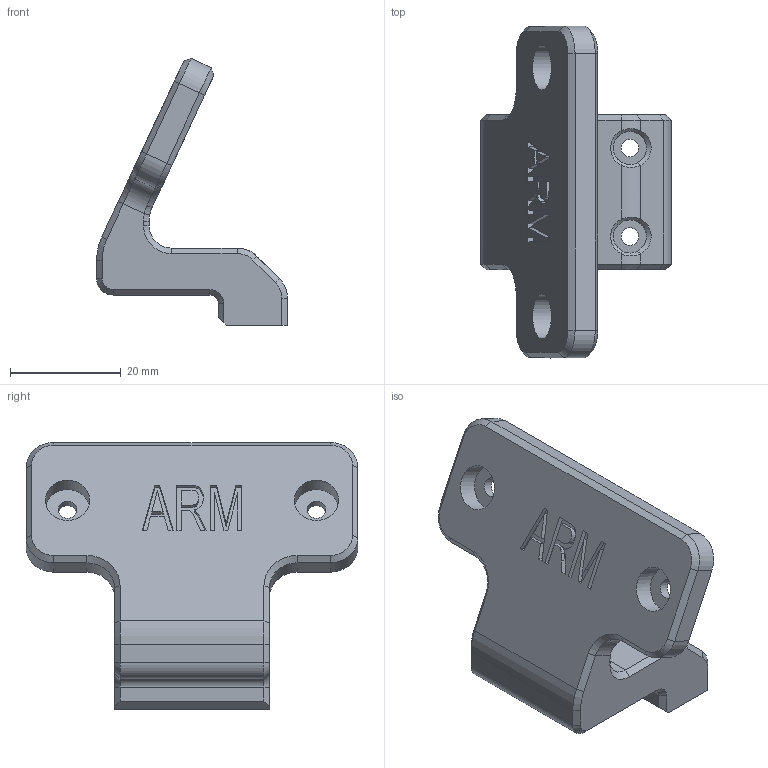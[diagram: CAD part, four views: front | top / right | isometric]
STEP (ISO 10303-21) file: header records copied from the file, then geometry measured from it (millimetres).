
FILE_DESCRIPTION(/* description */ (''),/* implementation_level */ '2;1');
FILE_NAME(/* name */ 'Aloha机械臂相机支架_20240902.stp',/* time_stamp */ '2024-09-02T21:25:59+08:00',/* author */ (''),/* organization */ (''),/* preprocessor_version */ 'ST-DEVELOPER v16.7',/* originating_system */ 'SIEMENS PLM Software NX 12.0',/* authorisation */ '');
FILE_SCHEMA (('AUTOMOTIVE_DESIGN { 1 0 10303 214 3 1 1 1 }'));
Length unit declared in the file: millimetre
Products named in the file (1): 11_Aloha相机支架转接件1_20240902
Bounding box: 34.5 x 60 x 48.27 mm (x, y, z)
Volume: 19179.5 mm3; surface area: 7800.5 mm2
Topology: 1 solids, 1 shells, 159 faces, 394 edges, 244 vertices
Faces by surface type: plane 83, cone 28, cylinder 23, extrusion 17, bspline 8
Full cylindrical faces by diameter (mm): 3.2 x2, 3.4 x2, 6 x2, 8 x2
Entity records: 4921 total; most frequent: CARTESIAN_POINT 1411, ORIENTED_EDGE 760, DIRECTION 615, EDGE_CURVE 380, VERTEX_POINT 238, VECTOR 205, AXIS2_PLACEMENT_3D 205, LINE 188
